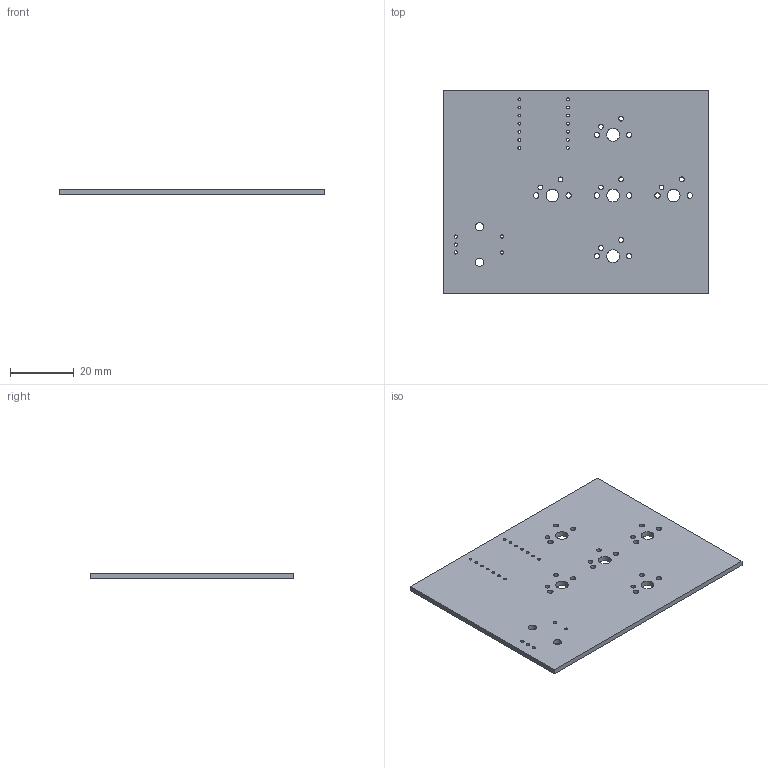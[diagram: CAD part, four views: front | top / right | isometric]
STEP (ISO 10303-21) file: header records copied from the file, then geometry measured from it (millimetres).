
FILE_DESCRIPTION(/* description */ ('KiCad electronic assembly','CAx-IF Rec.Pracs.---Representation and Presentation of Product Manufacturing Information (PMI)---4.0---2014-10-13'),/* implementation_level */ '2;1');
FILE_NAME(/* name */ 'pcb_3d_model.step',/* time_stamp */ '2025-02-16T22:51:09-05:00',/* author */ (''),/* organization */ (''),/* preprocessor_version */ 'ST-DEVELOPER v20',/* originating_system */ 'Autodesk Translation Framework v13.20.0.188',/* authorisation */ '');
FILE_SCHEMA (('AP242_MANAGED_MODEL_BASED_3D_ENGINEERING_MIM_LF { 1 0 10303 442 1 1 4 }'));
Length unit declared in the file: millimetre
Products named in the file (2): hackpad_pcb_3d 1; hackpad_PCB
Assembly tree (1 placements, depth 2):
  hackpad_pcb_3d 1
    hackpad_PCB
Bounding box: 83.5 x 64 x 1.6 mm (x, y, z)
Volume: 8348.1 mm3; surface area: 11282.3 mm2
Topology: 1 solids, 1 shells, 52 faces, 150 edges, 100 vertices
Faces by surface type: cylinder 46, plane 6
Full cylindrical faces by diameter (mm): 0.889 x14, 1 x5, 1.5 x10, 1.7 x10, 2.6 x2, 4 x5
Entity records: 2010 total; most frequent: DIRECTION 352, CARTESIAN_POINT 305, ORIENTED_EDGE 300, EDGE_CURVE 150, AXIS2_PLACEMENT_3D 147, EDGE_LOOP 144, VERTEX_POINT 100, FACE_BOUND 92
